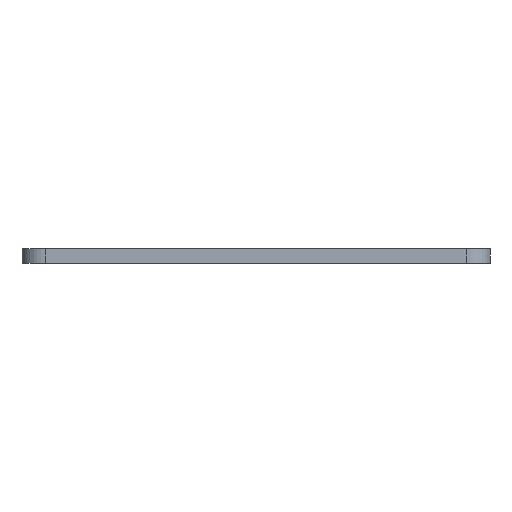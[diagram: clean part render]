
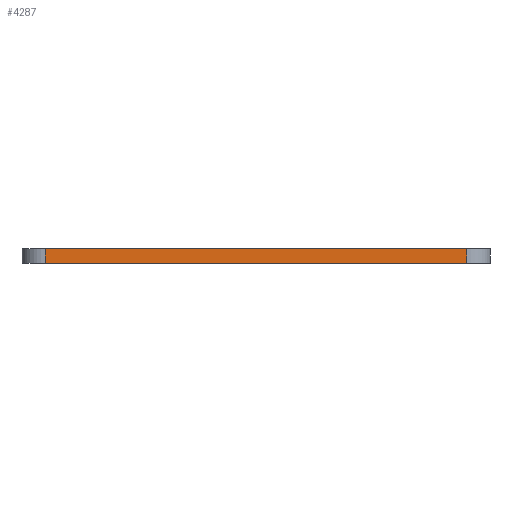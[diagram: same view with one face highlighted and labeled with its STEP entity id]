
A CAD part, front view. The second image highlights one B-rep face of the part: STEP entity #4287.
In plain terms, the highlighted planar face has unit normal (0, -1, 0).
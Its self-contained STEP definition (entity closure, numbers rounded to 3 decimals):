
#83 = PLANE('',#84);
#84 = AXIS2_PLACEMENT_3D('',#85,#86,#87);
#85 = CARTESIAN_POINT('',(148.51,-105.012,1.6));
#86 = DIRECTION('',(0.,0.,1.));
#87 = DIRECTION('',(1.,0.,-0.));
#137 = PLANE('',#138);
#138 = AXIS2_PLACEMENT_3D('',#139,#140,#141);
#139 = CARTESIAN_POINT('',(148.51,-105.012,0.));
#140 = DIRECTION('',(0.,0.,1.));
#141 = DIRECTION('',(1.,0.,-0.));
#446 = VERTEX_POINT('',#447);
#447 = CARTESIAN_POINT('',(125.641,-116.434,0.));
#462 = CYLINDRICAL_SURFACE('',#463,2.54);
#463 = AXIS2_PLACEMENT_3D('',#464,#465,#466);
#464 = CARTESIAN_POINT('',(125.641,-113.894,0.));
#465 = DIRECTION('',(-0.,-0.,-1.));
#466 = DIRECTION('',(1.,0.,-0.));
#474 = EDGE_CURVE('',#446,#475,#477,.T.);
#475 = VERTEX_POINT('',#476);
#476 = CARTESIAN_POINT('',(171.361,-116.434,0.));
#477 = SURFACE_CURVE('',#478,(#482,#489),.PCURVE_S1.);
#478 = LINE('',#479,#480);
#479 = CARTESIAN_POINT('',(125.641,-116.434,0.));
#480 = VECTOR('',#481,1.);
#481 = DIRECTION('',(1.,0.,0.));
#482 = PCURVE('',#137,#483);
#483 = DEFINITIONAL_REPRESENTATION('',(#484),#488);
#484 = LINE('',#485,#486);
#485 = CARTESIAN_POINT('',(-22.868,-11.421));
#486 = VECTOR('',#487,1.);
#487 = DIRECTION('',(1.,0.));
#488 = ( GEOMETRIC_REPRESENTATION_CONTEXT(2) 
PARAMETRIC_REPRESENTATION_CONTEXT() REPRESENTATION_CONTEXT('2D SPACE',''
  ) );
#489 = PCURVE('',#490,#495);
#490 = PLANE('',#491);
#491 = AXIS2_PLACEMENT_3D('',#492,#493,#494);
#492 = CARTESIAN_POINT('',(125.641,-116.434,0.));
#493 = DIRECTION('',(0.,1.,0.));
#494 = DIRECTION('',(1.,0.,0.));
#495 = DEFINITIONAL_REPRESENTATION('',(#496),#500);
#496 = LINE('',#497,#498);
#497 = CARTESIAN_POINT('',(0.,0.));
#498 = VECTOR('',#499,1.);
#499 = DIRECTION('',(1.,0.));
#500 = ( GEOMETRIC_REPRESENTATION_CONTEXT(2) 
PARAMETRIC_REPRESENTATION_CONTEXT() REPRESENTATION_CONTEXT('2D SPACE',''
  ) );
#519 = CYLINDRICAL_SURFACE('',#520,2.54);
#520 = AXIS2_PLACEMENT_3D('',#521,#522,#523);
#521 = CARTESIAN_POINT('',(171.361,-113.894,0.));
#522 = DIRECTION('',(-0.,-0.,-1.));
#523 = DIRECTION('',(1.,0.,-0.));
#2418 = VERTEX_POINT('',#2419);
#2419 = CARTESIAN_POINT('',(125.641,-116.434,1.6));
#2441 = EDGE_CURVE('',#2418,#2442,#2444,.T.);
#2442 = VERTEX_POINT('',#2443);
#2443 = CARTESIAN_POINT('',(171.361,-116.434,1.6));
#2444 = SURFACE_CURVE('',#2445,(#2449,#2456),.PCURVE_S1.);
#2445 = LINE('',#2446,#2447);
#2446 = CARTESIAN_POINT('',(125.641,-116.434,1.6));
#2447 = VECTOR('',#2448,1.);
#2448 = DIRECTION('',(1.,0.,0.));
#2449 = PCURVE('',#83,#2450);
#2450 = DEFINITIONAL_REPRESENTATION('',(#2451),#2455);
#2451 = LINE('',#2452,#2453);
#2452 = CARTESIAN_POINT('',(-22.868,-11.421));
#2453 = VECTOR('',#2454,1.);
#2454 = DIRECTION('',(1.,0.));
#2455 = ( GEOMETRIC_REPRESENTATION_CONTEXT(2) 
PARAMETRIC_REPRESENTATION_CONTEXT() REPRESENTATION_CONTEXT('2D SPACE',''
  ) );
#2456 = PCURVE('',#490,#2457);
#2457 = DEFINITIONAL_REPRESENTATION('',(#2458),#2462);
#2458 = LINE('',#2459,#2460);
#2459 = CARTESIAN_POINT('',(0.,-1.6));
#2460 = VECTOR('',#2461,1.);
#2461 = DIRECTION('',(1.,0.));
#2462 = ( GEOMETRIC_REPRESENTATION_CONTEXT(2) 
PARAMETRIC_REPRESENTATION_CONTEXT() REPRESENTATION_CONTEXT('2D SPACE',''
  ) );
#4237 = EDGE_CURVE('',#475,#2442,#4238,.T.);
#4238 = SURFACE_CURVE('',#4239,(#4243,#4250),.PCURVE_S1.);
#4239 = LINE('',#4240,#4241);
#4240 = CARTESIAN_POINT('',(171.361,-116.434,0.));
#4241 = VECTOR('',#4242,1.);
#4242 = DIRECTION('',(0.,0.,1.));
#4243 = PCURVE('',#519,#4244);
#4244 = DEFINITIONAL_REPRESENTATION('',(#4245),#4249);
#4245 = LINE('',#4246,#4247);
#4246 = CARTESIAN_POINT('',(-4.712,0.));
#4247 = VECTOR('',#4248,1.);
#4248 = DIRECTION('',(-0.,-1.));
#4249 = ( GEOMETRIC_REPRESENTATION_CONTEXT(2) 
PARAMETRIC_REPRESENTATION_CONTEXT() REPRESENTATION_CONTEXT('2D SPACE',''
  ) );
#4250 = PCURVE('',#490,#4251);
#4251 = DEFINITIONAL_REPRESENTATION('',(#4252),#4256);
#4252 = LINE('',#4253,#4254);
#4253 = CARTESIAN_POINT('',(45.72,0.));
#4254 = VECTOR('',#4255,1.);
#4255 = DIRECTION('',(0.,-1.));
#4256 = ( GEOMETRIC_REPRESENTATION_CONTEXT(2) 
PARAMETRIC_REPRESENTATION_CONTEXT() REPRESENTATION_CONTEXT('2D SPACE',''
  ) );
#4266 = EDGE_CURVE('',#446,#2418,#4267,.T.);
#4267 = SURFACE_CURVE('',#4268,(#4272,#4279),.PCURVE_S1.);
#4268 = LINE('',#4269,#4270);
#4269 = CARTESIAN_POINT('',(125.641,-116.434,0.));
#4270 = VECTOR('',#4271,1.);
#4271 = DIRECTION('',(0.,0.,1.));
#4272 = PCURVE('',#462,#4273);
#4273 = DEFINITIONAL_REPRESENTATION('',(#4274),#4278);
#4274 = LINE('',#4275,#4276);
#4275 = CARTESIAN_POINT('',(-4.712,0.));
#4276 = VECTOR('',#4277,1.);
#4277 = DIRECTION('',(-0.,-1.));
#4278 = ( GEOMETRIC_REPRESENTATION_CONTEXT(2) 
PARAMETRIC_REPRESENTATION_CONTEXT() REPRESENTATION_CONTEXT('2D SPACE',''
  ) );
#4279 = PCURVE('',#490,#4280);
#4280 = DEFINITIONAL_REPRESENTATION('',(#4281),#4285);
#4281 = LINE('',#4282,#4283);
#4282 = CARTESIAN_POINT('',(0.,0.));
#4283 = VECTOR('',#4284,1.);
#4284 = DIRECTION('',(0.,-1.));
#4285 = ( GEOMETRIC_REPRESENTATION_CONTEXT(2) 
PARAMETRIC_REPRESENTATION_CONTEXT() REPRESENTATION_CONTEXT('2D SPACE',''
  ) );
#4287 = ADVANCED_FACE('',(#4288),#490,.F.);
#4288 = FACE_BOUND('',#4289,.F.);
#4289 = EDGE_LOOP('',(#4290,#4291,#4292,#4293));
#4290 = ORIENTED_EDGE('',*,*,#4266,.T.);
#4291 = ORIENTED_EDGE('',*,*,#2441,.T.);
#4292 = ORIENTED_EDGE('',*,*,#4237,.F.);
#4293 = ORIENTED_EDGE('',*,*,#474,.F.);
